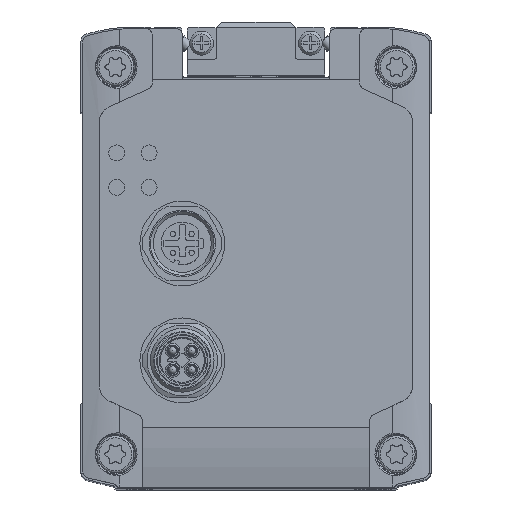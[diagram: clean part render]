
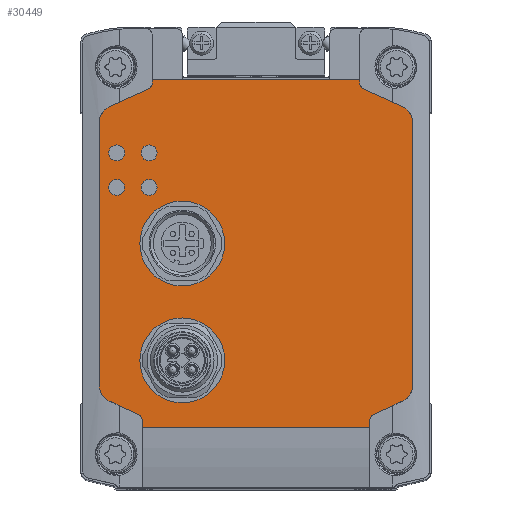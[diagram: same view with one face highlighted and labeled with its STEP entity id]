
A CAD part, top view. The second image highlights one B-rep face of the part: STEP entity #30449.
In plain terms, the highlighted planar face has unit normal (0, 0, 1).
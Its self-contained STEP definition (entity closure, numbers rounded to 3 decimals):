
#491=CIRCLE('',#32101,1.5);
#492=CIRCLE('',#32102,1.5);
#493=CIRCLE('',#32103,1.5);
#494=CIRCLE('',#32104,1.5);
#495=CIRCLE('',#32105,8.);
#496=CIRCLE('',#32106,8.);
#497=CIRCLE('',#32107,1.2);
#498=CIRCLE('',#32108,3.255);
#499=CIRCLE('',#32109,3.255);
#500=CIRCLE('',#32110,1.2);
#501=CIRCLE('',#32111,1.2);
#502=CIRCLE('',#32112,3.255);
#503=CIRCLE('',#32113,3.255);
#504=CIRCLE('',#32114,1.2);
#3197=ORIENTED_EDGE('',*,*,#9098,.T.);
#3198=ORIENTED_EDGE('',*,*,#9099,.T.);
#3199=ORIENTED_EDGE('',*,*,#9100,.T.);
#3200=ORIENTED_EDGE('',*,*,#9101,.T.);
#3201=ORIENTED_EDGE('',*,*,#9102,.T.);
#3202=ORIENTED_EDGE('',*,*,#9103,.T.);
#3203=ORIENTED_EDGE('',*,*,#9104,.F.);
#3204=ORIENTED_EDGE('',*,*,#9096,.T.);
#3205=ORIENTED_EDGE('',*,*,#9105,.F.);
#3206=ORIENTED_EDGE('',*,*,#8744,.T.);
#3207=ORIENTED_EDGE('',*,*,#9106,.T.);
#3208=ORIENTED_EDGE('',*,*,#9107,.T.);
#3209=ORIENTED_EDGE('',*,*,#9108,.T.);
#3210=ORIENTED_EDGE('',*,*,#8748,.T.);
#3211=ORIENTED_EDGE('',*,*,#9109,.F.);
#3212=ORIENTED_EDGE('',*,*,#9085,.T.);
#3213=ORIENTED_EDGE('',*,*,#8811,.T.);
#3214=ORIENTED_EDGE('',*,*,#9091,.T.);
#3215=ORIENTED_EDGE('',*,*,#9110,.F.);
#3216=ORIENTED_EDGE('',*,*,#8699,.T.);
#3217=ORIENTED_EDGE('',*,*,#9111,.T.);
#3218=ORIENTED_EDGE('',*,*,#9112,.T.);
#3219=ORIENTED_EDGE('',*,*,#9113,.T.);
#3220=ORIENTED_EDGE('',*,*,#8696,.T.);
#3221=ORIENTED_EDGE('',*,*,#9114,.F.);
#3222=ORIENTED_EDGE('',*,*,#9093,.T.);
#8696=EDGE_CURVE('',#11796,#11797,#13730,.T.);
#8699=EDGE_CURVE('',#11800,#11799,#13733,.T.);
#8744=EDGE_CURVE('',#11830,#11829,#13766,.T.);
#8748=EDGE_CURVE('',#11831,#11832,#13770,.T.);
#8811=EDGE_CURVE('',#11883,#11884,#13819,.T.);
#9085=EDGE_CURVE('',#12046,#11883,#13968,.T.);
#9091=EDGE_CURVE('',#11884,#12048,#13973,.T.);
#9093=EDGE_CURVE('',#12050,#12049,#13974,.T.);
#9096=EDGE_CURVE('',#12052,#12051,#13977,.T.);
#9098=EDGE_CURVE('',#12053,#12053,#491,.T.);
#9099=EDGE_CURVE('',#12054,#12054,#492,.T.);
#9100=EDGE_CURVE('',#12055,#12055,#493,.T.);
#9101=EDGE_CURVE('',#12056,#12056,#494,.T.);
#9102=EDGE_CURVE('',#12057,#12057,#495,.T.);
#9103=EDGE_CURVE('',#12058,#12058,#496,.T.);
#9104=EDGE_CURVE('',#12052,#12049,#13978,.T.);
#9105=EDGE_CURVE('',#11830,#12051,#497,.T.);
#9106=EDGE_CURVE('',#11829,#12059,#498,.T.);
#9107=EDGE_CURVE('',#12059,#12060,#13979,.T.);
#9108=EDGE_CURVE('',#12060,#11831,#499,.T.);
#9109=EDGE_CURVE('',#12046,#11832,#500,.T.);
#9110=EDGE_CURVE('',#11800,#12048,#501,.T.);
#9111=EDGE_CURVE('',#11799,#12061,#502,.T.);
#9112=EDGE_CURVE('',#12061,#12062,#13980,.T.);
#9113=EDGE_CURVE('',#12062,#11796,#503,.T.);
#9114=EDGE_CURVE('',#12050,#11797,#504,.T.);
#11796=VERTEX_POINT('',#42206);
#11797=VERTEX_POINT('',#42208);
#11799=VERTEX_POINT('',#42214);
#11800=VERTEX_POINT('',#42216);
#11829=VERTEX_POINT('',#42299);
#11830=VERTEX_POINT('',#42301);
#11831=VERTEX_POINT('',#42305);
#11832=VERTEX_POINT('',#42307);
#11883=VERTEX_POINT('',#42434);
#11884=VERTEX_POINT('',#42435);
#12046=VERTEX_POINT('',#42950);
#12048=VERTEX_POINT('',#42961);
#12049=VERTEX_POINT('',#42965);
#12050=VERTEX_POINT('',#42967);
#12051=VERTEX_POINT('',#42971);
#12052=VERTEX_POINT('',#42973);
#12053=VERTEX_POINT('',#42977);
#12054=VERTEX_POINT('',#42979);
#12055=VERTEX_POINT('',#42981);
#12056=VERTEX_POINT('',#42983);
#12057=VERTEX_POINT('',#42985);
#12058=VERTEX_POINT('',#42987);
#12059=VERTEX_POINT('',#42991);
#12060=VERTEX_POINT('',#42993);
#12061=VERTEX_POINT('',#42998);
#12062=VERTEX_POINT('',#43000);
#13730=LINE('',#42209,#15521);
#13733=LINE('',#42215,#15524);
#13766=LINE('',#42300,#15557);
#13770=LINE('',#42308,#15561);
#13819=LINE('',#42433,#15610);
#13968=LINE('',#42949,#15759);
#13973=LINE('',#42962,#15764);
#13974=LINE('',#42966,#15765);
#13977=LINE('',#42972,#15768);
#13978=LINE('',#42988,#15769);
#13979=LINE('',#42992,#15770);
#13980=LINE('',#42999,#15771);
#15521=VECTOR('',#34760,1000.);
#15524=VECTOR('',#34765,1000.);
#15557=VECTOR('',#34842,1000.);
#15561=VECTOR('',#34848,1000.);
#15610=VECTOR('',#34949,1000.);
#15759=VECTOR('',#35506,1000.);
#15764=VECTOR('',#35521,1000.);
#15765=VECTOR('',#35526,1000.);
#15768=VECTOR('',#35531,1000.);
#15769=VECTOR('',#35548,1000.);
#15770=VECTOR('',#35553,1000.);
#15771=VECTOR('',#35562,1000.);
#17361=EDGE_LOOP('',(#3197));
#17362=EDGE_LOOP('',(#3198));
#17363=EDGE_LOOP('',(#3199));
#17364=EDGE_LOOP('',(#3200));
#17365=EDGE_LOOP('',(#3201));
#17366=EDGE_LOOP('',(#3202));
#17367=EDGE_LOOP('',(#3203,#3204,#3205,#3206,#3207,#3208,#3209,#3210,#3211,
#3212,#3213,#3214,#3215,#3216,#3217,#3218,#3219,#3220,#3221,#3222));
#19010=FACE_BOUND('',#17361,.T.);
#19011=FACE_BOUND('',#17362,.T.);
#19012=FACE_BOUND('',#17363,.T.);
#19013=FACE_BOUND('',#17364,.T.);
#19014=FACE_BOUND('',#17365,.T.);
#19015=FACE_BOUND('',#17366,.T.);
#19016=FACE_BOUND('',#17367,.T.);
#20568=PLANE('',#32100);
#30449=ADVANCED_FACE('',(#19010,#19011,#19012,#19013,#19014,#19015,#19016),
#20568,.T.);
#32100=AXIS2_PLACEMENT_3D('',#42975,#35534,#35535);
#32101=AXIS2_PLACEMENT_3D('',#42976,#35536,#35537);
#32102=AXIS2_PLACEMENT_3D('',#42978,#35538,#35539);
#32103=AXIS2_PLACEMENT_3D('',#42980,#35540,#35541);
#32104=AXIS2_PLACEMENT_3D('',#42982,#35542,#35543);
#32105=AXIS2_PLACEMENT_3D('',#42984,#35544,#35545);
#32106=AXIS2_PLACEMENT_3D('',#42986,#35546,#35547);
#32107=AXIS2_PLACEMENT_3D('',#42989,#35549,#35550);
#32108=AXIS2_PLACEMENT_3D('',#42990,#35551,#35552);
#32109=AXIS2_PLACEMENT_3D('',#42994,#35554,#35555);
#32110=AXIS2_PLACEMENT_3D('',#42995,#35556,#35557);
#32111=AXIS2_PLACEMENT_3D('',#42996,#35558,#35559);
#32112=AXIS2_PLACEMENT_3D('',#42997,#35560,#35561);
#32113=AXIS2_PLACEMENT_3D('',#43001,#35563,#35564);
#32114=AXIS2_PLACEMENT_3D('',#43002,#35565,#35566);
#34760=DIRECTION('',(0.906,-0.424,0.));
#34765=DIRECTION('',(-0.91,-0.415,0.));
#34842=DIRECTION('',(0.906,0.424,0.));
#34848=DIRECTION('',(-0.91,0.415,0.));
#34949=DIRECTION('',(-1.,0.,0.));
#35506=DIRECTION('',(0.,1.,0.));
#35521=DIRECTION('',(0.,-1.,0.));
#35526=DIRECTION('',(0.,-1.,0.));
#35531=DIRECTION('',(0.,1.,0.));
#35534=DIRECTION('',(0.,0.,1.));
#35535=DIRECTION('',(1.,0.,0.));
#35536=DIRECTION('',(0.,0.,-1.));
#35537=DIRECTION('',(-1.,0.,0.));
#35538=DIRECTION('',(0.,0.,-1.));
#35539=DIRECTION('',(-1.,0.,0.));
#35540=DIRECTION('',(0.,0.,-1.));
#35541=DIRECTION('',(-1.,0.,0.));
#35542=DIRECTION('',(0.,0.,-1.));
#35543=DIRECTION('',(-1.,0.,0.));
#35544=DIRECTION('',(0.,0.,-1.));
#35545=DIRECTION('',(-1.,0.,0.));
#35546=DIRECTION('',(0.,0.,-1.));
#35547=DIRECTION('',(-1.,0.,0.));
#35548=DIRECTION('',(-1.,0.,0.));
#35549=DIRECTION('',(0.,0.,1.));
#35550=DIRECTION('',(1.,0.,0.));
#35551=DIRECTION('',(0.,0.,1.));
#35552=DIRECTION('',(1.,0.,0.));
#35553=DIRECTION('',(0.,1.,0.));
#35554=DIRECTION('',(0.,0.,1.));
#35555=DIRECTION('',(1.,0.,0.));
#35556=DIRECTION('',(0.,0.,1.));
#35557=DIRECTION('',(1.,0.,0.));
#35558=DIRECTION('',(0.,0.,1.));
#35559=DIRECTION('',(1.,0.,0.));
#35560=DIRECTION('',(0.,0.,1.));
#35561=DIRECTION('',(1.,0.,0.));
#35562=DIRECTION('',(0.,-1.,0.));
#35563=DIRECTION('',(0.,0.,1.));
#35564=DIRECTION('',(1.,0.,0.));
#35565=DIRECTION('',(0.,0.,1.));
#35566=DIRECTION('',(1.,0.,0.));
#42206=CARTESIAN_POINT('',(-27.676,16.54,72.15));
#42208=CARTESIAN_POINT('',(-22.155,13.955,72.15));
#42209=CARTESIAN_POINT('',(-27.676,16.54,72.15));
#42214=CARTESIAN_POINT('',(-27.644,72.023,72.15));
#42215=CARTESIAN_POINT('',(-20.253,75.39,72.15));
#42216=CARTESIAN_POINT('',(-20.253,75.39,72.15));
#42299=CARTESIAN_POINT('',(27.676,16.54,72.15));
#42300=CARTESIAN_POINT('',(22.155,13.955,72.15));
#42301=CARTESIAN_POINT('',(22.155,13.955,72.15));
#42305=CARTESIAN_POINT('',(27.644,72.023,72.15));
#42307=CARTESIAN_POINT('',(20.253,75.39,72.15));
#42308=CARTESIAN_POINT('',(27.644,72.023,72.15));
#42433=CARTESIAN_POINT('',(13.795,77.2,72.15));
#42434=CARTESIAN_POINT('',(19.55,77.2,72.15));
#42435=CARTESIAN_POINT('',(-19.55,77.2,72.15));
#42949=CARTESIAN_POINT('',(19.55,76.482,72.15));
#42950=CARTESIAN_POINT('',(19.55,76.482,72.15));
#42961=CARTESIAN_POINT('',(-19.55,76.482,72.15));
#42962=CARTESIAN_POINT('',(-19.55,87.,72.15));
#42965=CARTESIAN_POINT('',(-21.465,11.551,72.15));
#42966=CARTESIAN_POINT('',(-21.465,12.868,72.15));
#42967=CARTESIAN_POINT('',(-21.465,12.868,72.15));
#42971=CARTESIAN_POINT('',(21.465,12.868,72.15));
#42972=CARTESIAN_POINT('',(21.465,0.,72.15));
#42973=CARTESIAN_POINT('',(21.465,11.551,72.15));
#42975=CARTESIAN_POINT('',(-26.295,69.061,72.15));
#42976=CARTESIAN_POINT('',(-26.25,63.3,72.15));
#42977=CARTESIAN_POINT('',(-27.75,63.3,72.15));
#42978=CARTESIAN_POINT('',(-26.25,56.8,72.15));
#42979=CARTESIAN_POINT('',(-27.75,56.8,72.15));
#42980=CARTESIAN_POINT('',(-20.15,63.3,72.15));
#42981=CARTESIAN_POINT('',(-21.65,63.3,72.15));
#42982=CARTESIAN_POINT('',(-20.15,56.8,72.15));
#42983=CARTESIAN_POINT('',(-21.65,56.8,72.15));
#42984=CARTESIAN_POINT('',(-13.9,24.2,72.15));
#42985=CARTESIAN_POINT('',(-21.9,24.2,72.15));
#42986=CARTESIAN_POINT('',(-13.9,46.23,72.15));
#42987=CARTESIAN_POINT('',(-21.9,46.23,72.15));
#42988=CARTESIAN_POINT('',(21.465,11.551,72.15));
#42989=CARTESIAN_POINT('',(22.665,12.868,72.15));
#42990=CARTESIAN_POINT('',(26.295,19.488,72.15));
#42991=CARTESIAN_POINT('',(29.55,19.488,72.15));
#42992=CARTESIAN_POINT('',(29.55,19.488,72.15));
#42993=CARTESIAN_POINT('',(29.55,69.061,72.15));
#42994=CARTESIAN_POINT('',(26.295,69.061,72.15));
#42995=CARTESIAN_POINT('',(20.75,76.482,72.15));
#42996=CARTESIAN_POINT('',(-20.75,76.482,72.15));
#42997=CARTESIAN_POINT('',(-26.295,69.061,72.15));
#42998=CARTESIAN_POINT('',(-29.55,69.061,72.15));
#42999=CARTESIAN_POINT('',(-29.55,69.061,72.15));
#43000=CARTESIAN_POINT('',(-29.55,19.488,72.15));
#43001=CARTESIAN_POINT('',(-26.295,19.488,72.15));
#43002=CARTESIAN_POINT('',(-22.665,12.868,72.15));
